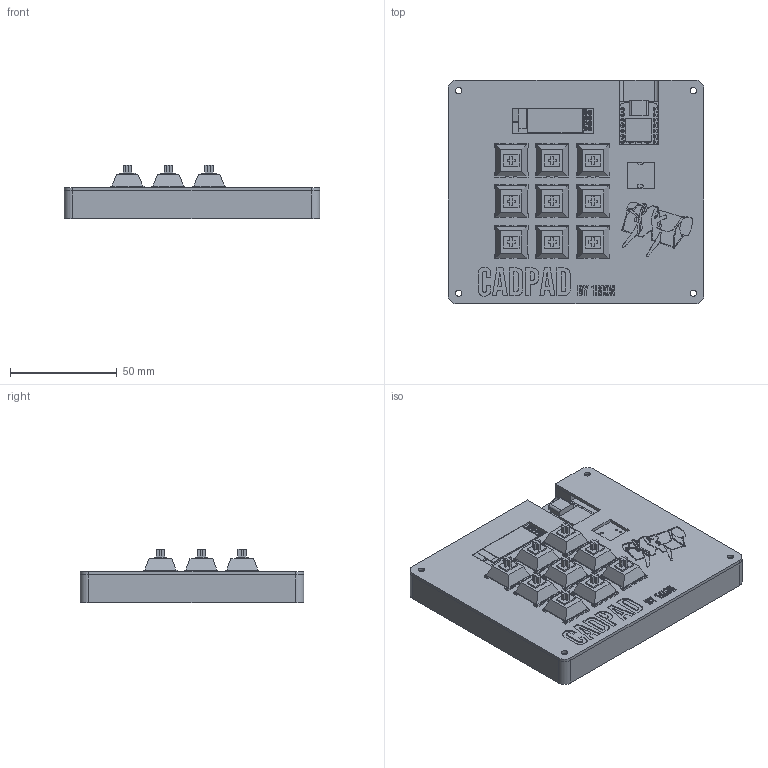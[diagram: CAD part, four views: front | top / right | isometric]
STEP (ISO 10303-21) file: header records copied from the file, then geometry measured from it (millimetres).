
FILE_DESCRIPTION(/* description */ ('STEP AP242','CAx-IF Rec.Pracs.---Representation and Presentation of Product Manufacturing Information (PMI)---4.0---2014-10-13','CAx-IF Rec.Pracs.---3D Tessellated Geometry---0.4---2014-09-14','2;1'),/* implementation_level */ '2;1');
FILE_NAME(/* name */ '684cf0793bce850fe812be05',/* time_stamp */ '2025-06-14T03:46:04Z',/* author */ (''),/* organization */ (''),/* preprocessor_version */ 'ST-DEVELOPER v20',/* originating_system */ 'ONSHAPE BY PTC INC, 1.199',/* authorisation */ ' ');
FILE_SCHEMA (('AP242_MANAGED_MODEL_BASED_3D_ENGINEERING_MIM_LF { 1 0 10303 442 1 1 4 }'));
Products named in the file (34): Assembly 1; Part 1; cherry mx v8; Switches <1>; Seeed Xiao RP2040 v3 <1>; button; led; connector; pcb; chip; keychain 1 <1>; keychain_PCB; Diode_DO-35; OLED_128x32 <1>; Pin Header 4 x 1 TH 2.54mm Pitch; RESC-0603; 2SD0601A; OLED_0.91_128x32
Assembly tree (95 placements, depth 4):
  Assembly 1
    Part 1
    Part 1
    cherry mx v8  x5
    Switches <1>
      cherry mx v8  x4
    Seeed Xiao RP2040 v3 <1>
      button  x2
      led
      button  x2
      connector
      pcb
      connector
      chip
    keychain 1 <1>
      keychain_PCB
      Diode_DO-35  x9
      Diode_DO-35  x9
      OLED_128x32 <1>
        Pin Header 4 x 1 TH 2.54mm Pitch
        RESC-0603  x13
        RESC-0603  x13
        RESC-0603  x13
        2SD0601A
        Pin Header 4 x 1 TH 2.54mm Pitch
        2SD0601A
        OLED_0.91_128x32
        2SD0601A
        Pin Header 4 x 1 TH 2.54mm Pitch
        Pin Header 4 x 1 TH 2.54mm Pitch
        Pin Header 4 x 1 TH 2.54mm Pitch
        Pin Header 4 x 1 TH 2.54mm Pitch
        Pin Header 4 x 1 TH 2.54mm Pitch
        2SD0601A
        Pin Header 4 x 1 TH 2.54mm Pitch
Bounding box: 120 x 105 x 24.98 mm (x, y, z)
Volume: 123535.6 mm3; surface area: 88046 mm2
Topology: 91 solids, 91 shells, 3217 faces, 8433 edges, 5555 vertices
Faces by surface type: plane 2069, cylinder 688, bspline 385, torus 36, cone 27, sphere 12
Full cylindrical faces by diameter (mm): 0.5 x27, 0.6 x14, 0.8 x18, 1 x27, 1.5 x20, 1.6 x18, 1.7 x18, 2 x26, 2.02 x9, 3 x4, 3.2 x4, 3.4 x4, 3.85 x9, 4 x9
Entity records: 61011 total; most frequent: CARTESIAN_POINT 14770, ORIENTED_EDGE 9418, DIRECTION 7856, EDGE_CURVE 4709, VERTEX_POINT 3209, LINE 2908, VECTOR 2908, AXIS2_PLACEMENT_3D 2474
